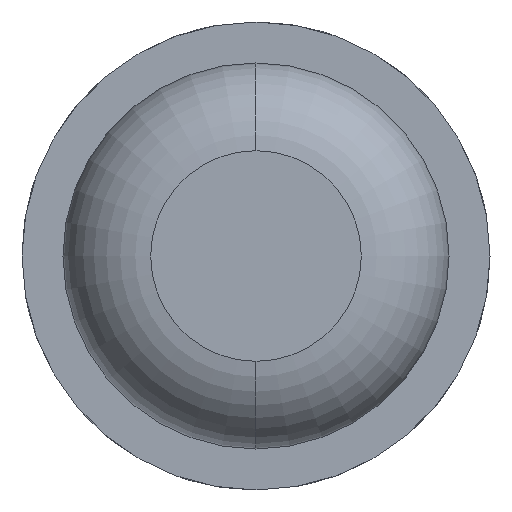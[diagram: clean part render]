
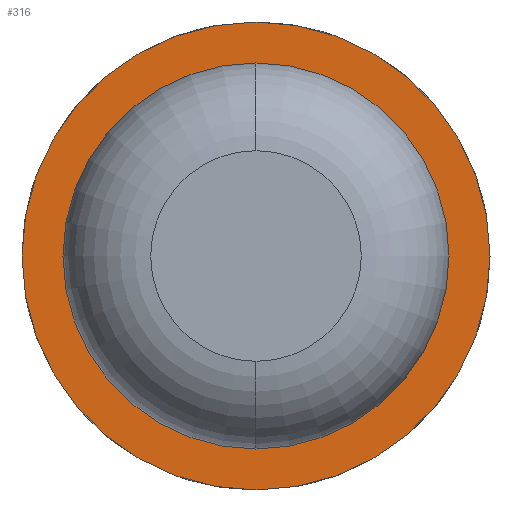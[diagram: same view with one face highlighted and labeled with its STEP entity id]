
A CAD part, front view. The second image highlights one B-rep face of the part: STEP entity #316.
In plain terms, the highlighted planar face has unit normal (0, -1, 0).
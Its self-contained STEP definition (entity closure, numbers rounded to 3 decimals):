
#48 = FACE_OUTER_BOUND ( 'NONE', #205, .T. ) ;
#205 = EDGE_LOOP ( 'NONE', ( #4657, #2739 ) ) ;
#206 = EDGE_CURVE ( 'Defeature ausgef�hrt1_6+Defeature ausgef�hrt1_5+Defeature ausgef�hrt1_5+Defeature ausgef�hrt1_5', #2871, #4605, #3787, .T. ) ;
#262 = AXIS2_PLACEMENT_3D ( 'NONE', #3258, #1130, #4127 ) ;
#316 = ADVANCED_FACE ( 'Defeature ausgef�hrt1_5', ( #48, #5094 ), #500, .F. ) ;
#346 = DIRECTION ( 'NONE',  ( 0., 1., 0. ) ) ;
#349 = DIRECTION ( 'NONE',  ( 0., 1., 0. ) ) ;
#500 = PLANE ( 'NONE',  #3558 ) ;
#676 = VERTEX_POINT ( 'NONE', #4318 ) ;
#791 = EDGE_CURVE ( 'Defeature ausgef�hrt1_5+Defeature ausgef�hrt1_0+Defeature ausgef�hrt1_0+Defeature ausgef�hrt1_0', #676, #1837, #1316, .T. ) ;
#954 = CARTESIAN_POINT ( 'NONE',  ( 0., -2., 0.825 ) ) ;
#1009 = ORIENTED_EDGE ( 'NONE', *, *, #1289, .T. ) ;
#1117 = AXIS2_PLACEMENT_3D ( 'NONE', #4566, #346, #1722 ) ;
#1130 = DIRECTION ( 'NONE',  ( 0., 1., 0. ) ) ;
#1289 = EDGE_CURVE ( 'Defeature ausgef�hrt1_5+Defeature ausgef�hrt1_0+Defeature ausgef�hrt1_0+Defeature ausgef�hrt1_0', #1837, #676, #4390, .T. ) ;
#1316 = CIRCLE ( 'NONE', #1997, 0.825 ) ;
#1425 = CARTESIAN_POINT ( 'NONE',  ( 0., -2., 1. ) ) ;
#1719 = DIRECTION ( 'NONE',  ( 0., 1., 0. ) ) ;
#1722 = DIRECTION ( 'NONE',  ( 0., 0., 1. ) ) ;
#1837 = VERTEX_POINT ( 'NONE', #954 ) ;
#1925 = CARTESIAN_POINT ( 'NONE',  ( 0., -2., -1. ) ) ;
#1997 = AXIS2_PLACEMENT_3D ( 'NONE', #3703, #3289, #2866 ) ;
#2015 = EDGE_CURVE ( 'Defeature ausgef�hrt1_6+Defeature ausgef�hrt1_5+Defeature ausgef�hrt1_5+Defeature ausgef�hrt1_5', #4605, #2871, #2572, .T. ) ;
#2572 = CIRCLE ( 'NONE', #4013, 1. ) ;
#2739 = ORIENTED_EDGE ( 'NONE', *, *, #2015, .F. ) ;
#2866 = DIRECTION ( 'NONE',  ( 0., 0., 1. ) ) ;
#2871 = VERTEX_POINT ( 'NONE', #1425 ) ;
#3004 = CARTESIAN_POINT ( 'NONE',  ( 1., -2., 0. ) ) ;
#3183 = EDGE_LOOP ( 'NONE', ( #1009, #5382 ) ) ;
#3258 = CARTESIAN_POINT ( 'NONE',  ( 0., -2., 0. ) ) ;
#3289 = DIRECTION ( 'NONE',  ( 0., 1., 0. ) ) ;
#3481 = DIRECTION ( 'NONE',  ( 0., 0., 1. ) ) ;
#3558 = AXIS2_PLACEMENT_3D ( 'NONE', #3004, #1719, #3481 ) ;
#3701 = DIRECTION ( 'NONE',  ( 0., 0., 1. ) ) ;
#3703 = CARTESIAN_POINT ( 'NONE',  ( 0., -2., 0. ) ) ;
#3787 = CIRCLE ( 'NONE', #262, 1. ) ;
#4013 = AXIS2_PLACEMENT_3D ( 'NONE', #5423, #349, #3701 ) ;
#4127 = DIRECTION ( 'NONE',  ( 0., 0., 1. ) ) ;
#4318 = CARTESIAN_POINT ( 'NONE',  ( 0., -2., -0.825 ) ) ;
#4390 = CIRCLE ( 'NONE', #1117, 0.825 ) ;
#4566 = CARTESIAN_POINT ( 'NONE',  ( 0., -2., 0. ) ) ;
#4605 = VERTEX_POINT ( 'NONE', #1925 ) ;
#4657 = ORIENTED_EDGE ( 'NONE', *, *, #206, .F. ) ;
#5094 = FACE_BOUND ( 'NONE', #3183, .T. ) ;
#5382 = ORIENTED_EDGE ( 'NONE', *, *, #791, .T. ) ;
#5423 = CARTESIAN_POINT ( 'NONE',  ( 0., -2., 0. ) ) ;
